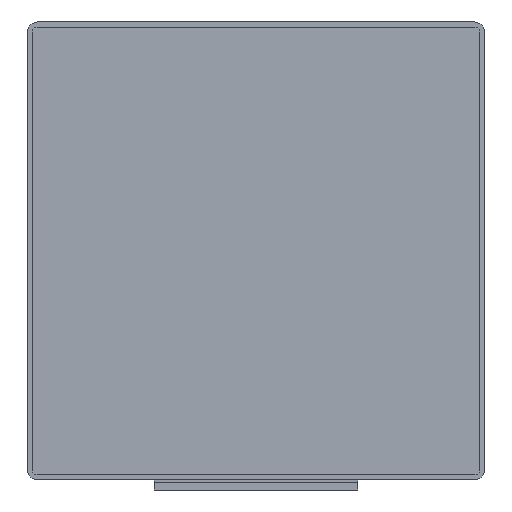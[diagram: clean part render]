
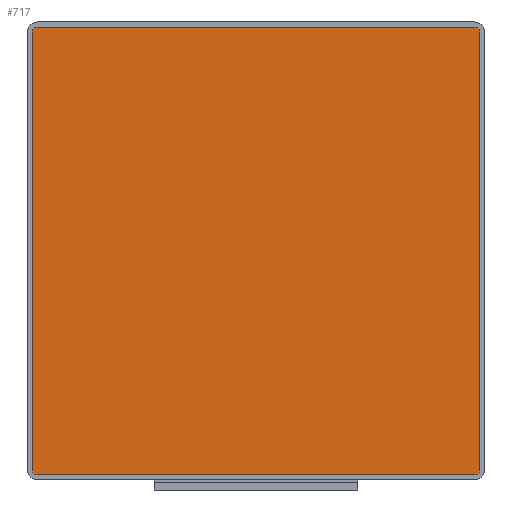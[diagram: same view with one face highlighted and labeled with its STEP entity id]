
A CAD part, front view. The second image highlights one B-rep face of the part: STEP entity #717.
In plain terms, the highlighted planar face has unit normal (0, -1, 0).
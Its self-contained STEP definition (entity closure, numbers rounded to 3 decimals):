
#61=PLANE('',#902);
#110=LINE('',#1241,#182);
#114=LINE('',#1253,#186);
#118=LINE('',#1265,#190);
#122=LINE('',#1276,#194);
#182=VECTOR('',#1034,1000.);
#186=VECTOR('',#1046,1000.);
#190=VECTOR('',#1058,1000.);
#194=VECTOR('',#1070,1000.);
#347=ORIENTED_EDGE('',*,*,#461,.F.);
#348=ORIENTED_EDGE('',*,*,#482,.F.);
#349=ORIENTED_EDGE('',*,*,#479,.F.);
#350=ORIENTED_EDGE('',*,*,#476,.F.);
#351=ORIENTED_EDGE('',*,*,#473,.F.);
#352=ORIENTED_EDGE('',*,*,#470,.F.);
#353=ORIENTED_EDGE('',*,*,#467,.F.);
#354=ORIENTED_EDGE('',*,*,#464,.F.);
#461=EDGE_CURVE('',#541,#542,#588,.T.);
#464=EDGE_CURVE('',#542,#544,#110,.T.);
#467=EDGE_CURVE('',#544,#546,#590,.T.);
#470=EDGE_CURVE('',#546,#548,#114,.T.);
#473=EDGE_CURVE('',#548,#550,#592,.T.);
#476=EDGE_CURVE('',#550,#552,#118,.T.);
#479=EDGE_CURVE('',#552,#554,#594,.T.);
#482=EDGE_CURVE('',#554,#541,#122,.T.);
#541=VERTEX_POINT('',#1234);
#542=VERTEX_POINT('',#1236);
#544=VERTEX_POINT('',#1242);
#546=VERTEX_POINT('',#1248);
#548=VERTEX_POINT('',#1254);
#550=VERTEX_POINT('',#1260);
#552=VERTEX_POINT('',#1266);
#554=VERTEX_POINT('',#1272);
#588=CIRCLE('',#888,0.1);
#590=CIRCLE('',#892,0.1);
#592=CIRCLE('',#896,0.1);
#594=CIRCLE('',#900,0.1);
#623=EDGE_LOOP('',(#347,#348,#349,#350,#351,#352,#353,#354));
#665=FACE_BOUND('',#623,.T.);
#717=ADVANCED_FACE('',(#665),#61,.F.);
#888=AXIS2_PLACEMENT_3D('',#1235,#1028,#1029);
#892=AXIS2_PLACEMENT_3D('',#1247,#1040,#1041);
#896=AXIS2_PLACEMENT_3D('',#1259,#1052,#1053);
#900=AXIS2_PLACEMENT_3D('',#1271,#1064,#1065);
#902=AXIS2_PLACEMENT_3D('',#1277,#1071,#1072);
#1028=DIRECTION('',(0.,1.,0.));
#1029=DIRECTION('',(1.,0.,0.));
#1034=DIRECTION('',(1.,0.,0.));
#1040=DIRECTION('',(0.,1.,0.));
#1041=DIRECTION('',(-1.,0.,0.));
#1046=DIRECTION('',(0.,0.,-1.));
#1052=DIRECTION('',(0.,1.,0.));
#1053=DIRECTION('',(1.,0.,0.));
#1058=DIRECTION('',(-1.,0.,0.));
#1064=DIRECTION('',(0.,1.,0.));
#1065=DIRECTION('',(1.,0.,0.));
#1070=DIRECTION('',(0.,0.,1.));
#1071=DIRECTION('',(0.,1.,0.));
#1072=DIRECTION('',(0.,0.,1.));
#1234=CARTESIAN_POINT('',(-4.4,-499.995,4.3));
#1235=CARTESIAN_POINT('',(-4.3,-499.995,4.3));
#1236=CARTESIAN_POINT('',(-4.3,-499.995,4.4));
#1241=CARTESIAN_POINT('',(-4.3,-499.995,4.4));
#1242=CARTESIAN_POINT('',(4.3,-499.995,4.4));
#1247=CARTESIAN_POINT('',(4.3,-499.995,4.3));
#1248=CARTESIAN_POINT('',(4.4,-499.995,4.3));
#1253=CARTESIAN_POINT('',(4.4,-499.995,4.3));
#1254=CARTESIAN_POINT('',(4.4,-499.995,-4.3));
#1259=CARTESIAN_POINT('',(4.3,-499.995,-4.3));
#1260=CARTESIAN_POINT('',(4.3,-499.995,-4.4));
#1265=CARTESIAN_POINT('',(4.3,-499.995,-4.4));
#1266=CARTESIAN_POINT('',(-4.3,-499.995,-4.4));
#1271=CARTESIAN_POINT('',(-4.3,-499.995,-4.3));
#1272=CARTESIAN_POINT('',(-4.4,-499.995,-4.3));
#1276=CARTESIAN_POINT('',(-4.4,-499.995,-4.3));
#1277=CARTESIAN_POINT('',(-4.3,-499.995,4.3));
